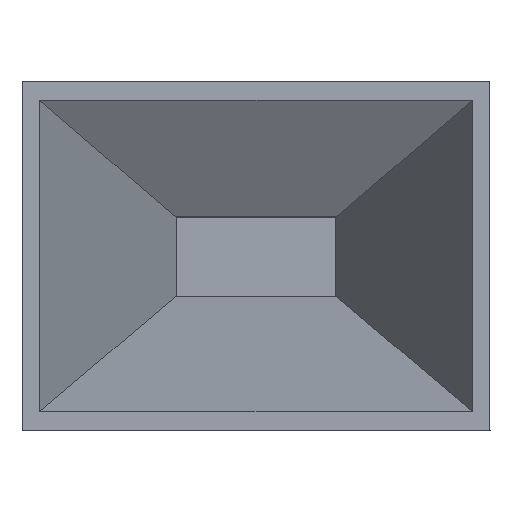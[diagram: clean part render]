
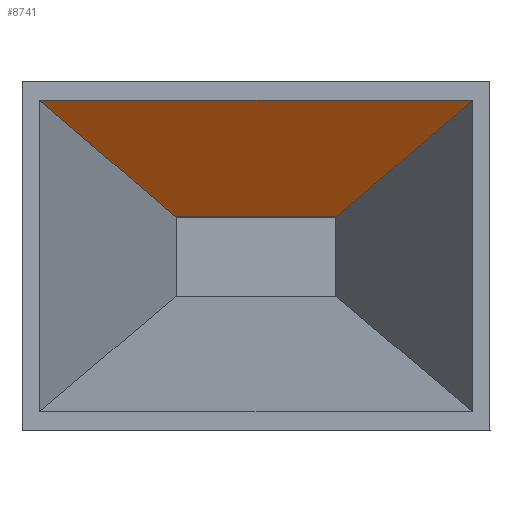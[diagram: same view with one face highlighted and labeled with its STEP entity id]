
A CAD part, top view. The second image highlights one B-rep face of the part: STEP entity #8741.
In plain terms, the highlighted face is planar.
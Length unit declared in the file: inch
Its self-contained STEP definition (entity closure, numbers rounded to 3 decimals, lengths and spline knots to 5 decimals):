
#72 = DIRECTION ( 'NONE',  ( 0., -1., 0. ) ) ;
#404 = DIRECTION ( 'NONE',  ( -0.235, -0.275, -0.932 ) ) ;
#439 = VECTOR ( 'NONE', #8814, 39.37008 ) ;
#849 = VECTOR ( 'NONE', #16891, 39.37008 ) ;
#1562 = ORIENTED_EDGE ( 'NONE', *, *, #7889, .F. ) ;
#2587 = CARTESIAN_POINT ( 'NONE',  ( 0.1875, 0.375, 2.06218 ) ) ;
#3073 = EDGE_CURVE ( 'NONE', #11814, #3654, #13125, .T. ) ;
#3218 = CARTESIAN_POINT ( 'NONE',  ( -0.31263, 0., 0.07883 ) ) ;
#3563 = VERTEX_POINT ( 'NONE', #7563 ) ;
#3654 = VERTEX_POINT ( 'NONE', #11956 ) ;
#4221 = CARTESIAN_POINT ( 'NONE',  ( 0.73125, 0., 4.2185 ) ) ;
#4263 = CARTESIAN_POINT ( 'NONE',  ( 0.1875, 0.375, 2.06218 ) ) ;
#4620 = CARTESIAN_POINT ( 'NONE',  ( 0.18404, -0.375, 2.04844 ) ) ;
#4786 = AXIS2_PLACEMENT_3D ( 'NONE', #3218, #6006, #6187 ) ;
#5044 = EDGE_CURVE ( 'NONE', #11814, #3563, #11273, .T. ) ;
#5055 = VECTOR ( 'NONE', #72, 39.37008 ) ;
#5175 = PLANE ( 'NONE',  #4786 ) ;
#5590 = VERTEX_POINT ( 'NONE', #13198 ) ;
#5650 = LINE ( 'NONE', #4221, #5055 ) ;
#6006 = DIRECTION ( 'NONE',  ( -0.97, 0., 0.245 ) ) ;
#6187 = DIRECTION ( 'NONE',  ( 0.245, 0., 0.97 ) ) ;
#6525 = CARTESIAN_POINT ( 'NONE',  ( 0.1875, 0., 2.06218 ) ) ;
#7563 = CARTESIAN_POINT ( 'NONE',  ( 0.1875, -0.375, 2.06218 ) ) ;
#7614 = ORIENTED_EDGE ( 'NONE', *, *, #5044, .F. ) ;
#7889 = EDGE_CURVE ( 'NONE', #13054, #5590, #8515, .T. ) ;
#8013 = ORIENTED_EDGE ( 'NONE', *, *, #8734, .T. ) ;
#8515 = LINE ( 'NONE', #4263, #849 ) ;
#8613 = EDGE_CURVE ( 'NONE', #16388, #3654, #5650, .T. ) ;
#8644 = LINE ( 'NONE', #6525, #439 ) ;
#8734 = EDGE_CURVE ( 'NONE', #13054, #3563, #8644, .T. ) ;
#8741 = ADVANCED_FACE ( 'NONE', ( #10161 ), #5175, .T. ) ;
#8814 = DIRECTION ( 'NONE',  ( 0., -1., 0. ) ) ;
#9783 = LINE ( 'NONE', #9962, #16684 ) ;
#9932 = DIRECTION ( 'NONE',  ( 0.245, 0., 0.97 ) ) ;
#9956 = EDGE_LOOP ( 'NONE', ( #1562, #8013, #7614, #11051, #15410, #14745 ) ) ;
#9962 = CARTESIAN_POINT ( 'NONE',  ( 0.73125, 1.01625, 4.2185 ) ) ;
#10040 = DIRECTION ( 'NONE',  ( 0.235, -0.275, 0.932 ) ) ;
#10161 = FACE_OUTER_BOUND ( 'NONE', #9956, .T. ) ;
#10745 = VECTOR ( 'NONE', #9932, 39.37008 ) ;
#10864 = CARTESIAN_POINT ( 'NONE',  ( 0.73125, 1.01625, 4.2185 ) ) ;
#10939 = EDGE_CURVE ( 'NONE', #16388, #5590, #9783, .T. ) ;
#11051 = ORIENTED_EDGE ( 'NONE', *, *, #3073, .T. ) ;
#11273 = LINE ( 'NONE', #15016, #10745 ) ;
#11814 = VERTEX_POINT ( 'NONE', #14775 ) ;
#11956 = CARTESIAN_POINT ( 'NONE',  ( 0.73125, -1.01625, 4.2185 ) ) ;
#13054 = VERTEX_POINT ( 'NONE', #2587 ) ;
#13125 = LINE ( 'NONE', #4620, #14588 ) ;
#13198 = CARTESIAN_POINT ( 'NONE',  ( 0.18404, 0.375, 2.04844 ) ) ;
#14588 = VECTOR ( 'NONE', #10040, 39.37008 ) ;
#14745 = ORIENTED_EDGE ( 'NONE', *, *, #10939, .T. ) ;
#14775 = CARTESIAN_POINT ( 'NONE',  ( 0.18404, -0.375, 2.04844 ) ) ;
#15016 = CARTESIAN_POINT ( 'NONE',  ( 0.18404, -0.375, 2.04844 ) ) ;
#15410 = ORIENTED_EDGE ( 'NONE', *, *, #8613, .F. ) ;
#16388 = VERTEX_POINT ( 'NONE', #10864 ) ;
#16684 = VECTOR ( 'NONE', #404, 39.37008 ) ;
#16891 = DIRECTION ( 'NONE',  ( -0.245, 0., -0.97 ) ) ;
